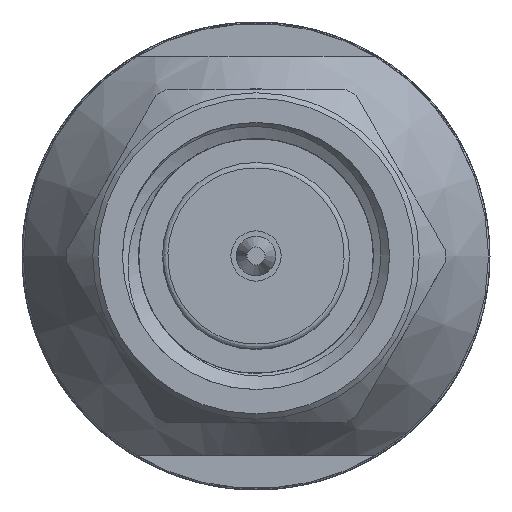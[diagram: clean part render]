
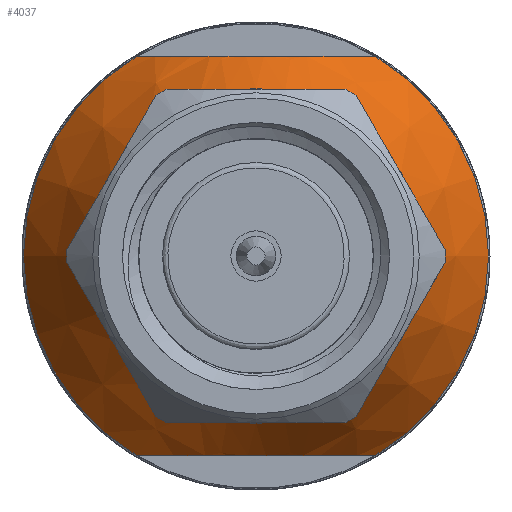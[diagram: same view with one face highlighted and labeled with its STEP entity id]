
A CAD part, left-side view. The second image highlights one B-rep face of the part: STEP entity #4037.
In plain terms, the highlighted conical face has half-angle 30.663 degrees and reference radius 5.528 mm.
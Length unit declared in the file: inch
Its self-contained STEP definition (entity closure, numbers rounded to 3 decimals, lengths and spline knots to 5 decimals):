
#14 = CARTESIAN_POINT ( 'NONE',  ( 0.35538, 0., 0. ) ) ;
#114 = CARTESIAN_POINT ( 'NONE',  ( 0.43092, -0.07686, -0.18701 ) ) ;
#142 = CARTESIAN_POINT ( 'NONE',  ( 0.44365, -0.09389, 0.18701 ) ) ;
#184 = CARTESIAN_POINT ( 'NONE',  ( 0.44283, -0.0937, -0.18701 ) ) ;
#266 = CIRCLE ( 'NONE', #13720, 0.21763 ) ;
#286 = CARTESIAN_POINT ( 'NONE',  ( 0.45803, -0.11131, -0.18701 ) ) ;
#289 = CARTESIAN_POINT ( 'NONE',  ( 0.41167, -0.03959, 0.18701 ) ) ;
#520 = CARTESIAN_POINT ( 'NONE',  ( 0.45803, 0.11131, -0.18701 ) ) ;
#1118 = CARTESIAN_POINT ( 'NONE',  ( 0.4309, 0.07682, 0.18701 ) ) ;
#1163 = CARTESIAN_POINT ( 'NONE',  ( 0.40639, 0.02028, -0.18701 ) ) ;
#1193 = CARTESIAN_POINT ( 'NONE',  ( 0.40639, 0.01014, 0.18701 ) ) ;
#1238 = CARTESIAN_POINT ( 'NONE',  ( 0.42244, 0.06044, -0.18701 ) ) ;
#1265 = CARTESIAN_POINT ( 'NONE',  ( 0.42625, -0.06748, 0.18701 ) ) ;
#1309 = CARTESIAN_POINT ( 'NONE',  ( 0.42197, -0.05953, -0.18701 ) ) ;
#1814 = B_SPLINE_CURVE_WITH_KNOTS ( 'NONE', 3,
 ( #3417, #4598, #142, #4745, #14649, #13599, #1265, #5642, #3487, #5713, #3558, #10270, #289, #12632, #1193, #10204, #9041, #4819, #2308, #4669, #13814, #9178, #12422, #5931, #9110, #1118, #3706, #9248 ),
 .UNSPECIFIED., .F., .F.,
 ( 4, 2, 2, 1, 1, 1, 2, 2, 2, 2, 2, 1, 1, 1, 2, 2, 4 ),
 ( 0., 0.125, 0.1875, 0.21875, 0.23438, 0.24219, 0.24609, 0.25, 0.5, 0.625, 0.6875, 0.71875, 0.73438, 0.74219, 0.74609, 0.75, 1. ),
 .UNSPECIFIED. ) ;
#1849 = EDGE_LOOP ( 'NONE', ( #12866 ) ) ;
#2308 = CARTESIAN_POINT ( 'NONE',  ( 0.41632, 0.04742, 0.187 ) ) ;
#2342 = DIRECTION ( 'NONE',  ( 0., 1., 0. ) ) ;
#2962 = ORIENTED_EDGE ( 'NONE', *, *, #9087, .T. ) ;
#3116 = CONICAL_SURFACE ( 'NONE', #9468, 0.21763, 0.535 ) ;
#3229 = CARTESIAN_POINT ( 'NONE',  ( 0.45803, 0., 0. ) ) ;
#3393 = EDGE_CURVE ( 'NONE', #11817, #7033, #266, .T. ) ;
#3417 = CARTESIAN_POINT ( 'NONE',  ( 0.45803, -0.11131, 0.18701 ) ) ;
#3450 = FACE_BOUND ( 'NONE', #1849, .T. ) ;
#3487 = CARTESIAN_POINT ( 'NONE',  ( 0.42326, -0.06199, 0.18701 ) ) ;
#3532 = CARTESIAN_POINT ( 'NONE',  ( 0.41168, -0.03488, -0.18699 ) ) ;
#3558 = CARTESIAN_POINT ( 'NONE',  ( 0.42257, -0.06069, 0.18701 ) ) ;
#3706 = CARTESIAN_POINT ( 'NONE',  ( 0.44282, 0.09368, 0.18701 ) ) ;
#3770 = AXIS2_PLACEMENT_3D ( 'NONE', #14, #6780, #11247 ) ;
#3978 = EDGE_CURVE ( 'NONE', #13762, #12921, #11829, .T. ) ;
#4037 = ADVANCED_FACE ( 'NONE', ( #3450, #5374 ), #3116, .T. ) ;
#4278 = ORIENTED_EDGE ( 'NONE', *, *, #7191, .T. ) ;
#4460 = CARTESIAN_POINT ( 'NONE',  ( 0.45803, 0.11131, 0.18701 ) ) ;
#4598 = CARTESIAN_POINT ( 'NONE',  ( 0.45043, -0.10251, 0.18701 ) ) ;
#4640 = CARTESIAN_POINT ( 'NONE',  ( 0.42005, -0.05568, -0.18701 ) ) ;
#4669 = CARTESIAN_POINT ( 'NONE',  ( 0.41793, 0.0512, 0.187 ) ) ;
#4745 = CARTESIAN_POINT ( 'NONE',  ( 0.43472, -0.08114, 0.187 ) ) ;
#4793 = CARTESIAN_POINT ( 'NONE',  ( 0.40637, -0.01003, -0.18701 ) ) ;
#4819 = CARTESIAN_POINT ( 'NONE',  ( 0.41334, 0.03989, 0.18699 ) ) ;
#4954 = CIRCLE ( 'NONE', #3770, 0.15677 ) ;
#5374 = FACE_OUTER_BOUND ( 'NONE', #13352, .T. ) ;
#5611 = CARTESIAN_POINT ( 'NONE',  ( 0.42808, 0.07058, -0.18701 ) ) ;
#5642 = CARTESIAN_POINT ( 'NONE',  ( 0.42423, -0.06382, 0.18701 ) ) ;
#5684 = CARTESIAN_POINT ( 'NONE',  ( 0.41334, -0.03988, -0.18699 ) ) ;
#5713 = CARTESIAN_POINT ( 'NONE',  ( 0.42285, -0.06121, 0.18701 ) ) ;
#5903 = CARTESIAN_POINT ( 'NONE',  ( 0.42323, 0.06194, -0.18701 ) ) ;
#5931 = CARTESIAN_POINT ( 'NONE',  ( 0.42195, 0.05947, 0.18701 ) ) ;
#6148 = ORIENTED_EDGE ( 'NONE', *, *, #3393, .F. ) ;
#6780 = DIRECTION ( 'NONE',  ( 1., 0., 0. ) ) ;
#6883 = CARTESIAN_POINT ( 'NONE',  ( 0.4077, -0.01994, -0.18699 ) ) ;
#7023 = CARTESIAN_POINT ( 'NONE',  ( 0.41794, -0.05122, -0.187 ) ) ;
#7033 = VERTEX_POINT ( 'NONE', #4460 ) ;
#7191 = EDGE_CURVE ( 'NONE', #11817, #12921, #11173, .T. ) ;
#7255 = CARTESIAN_POINT ( 'NONE',  ( 0.35538, 0.15677, 0. ) ) ;
#7780 = ORIENTED_EDGE ( 'NONE', *, *, #3978, .F. ) ;
#7976 = CARTESIAN_POINT ( 'NONE',  ( 0.45803, 0., 0. ) ) ;
#7985 = CARTESIAN_POINT ( 'NONE',  ( 0.42421, 0.06377, -0.18701 ) ) ;
#8060 = CARTESIAN_POINT ( 'NONE',  ( 0.42165, -0.05888, -0.18701 ) ) ;
#8126 = CARTESIAN_POINT ( 'NONE',  ( 0.44364, 0.09387, -0.18701 ) ) ;
#8865 = CARTESIAN_POINT ( 'NONE',  ( 0.45803, 0.11131, -0.18701 ) ) ;
#9041 = CARTESIAN_POINT ( 'NONE',  ( 0.41169, 0.03492, 0.18699 ) ) ;
#9087 = EDGE_CURVE ( 'NONE', #13762, #7033, #1814, .T. ) ;
#9110 = CARTESIAN_POINT ( 'NONE',  ( 0.42214, 0.05985, 0.18701 ) ) ;
#9178 = CARTESIAN_POINT ( 'NONE',  ( 0.42114, 0.05788, 0.18701 ) ) ;
#9248 = CARTESIAN_POINT ( 'NONE',  ( 0.45803, 0.11131, 0.18701 ) ) ;
#9468 = AXIS2_PLACEMENT_3D ( 'NONE', #7976, #12452, #2342 ) ;
#9734 = VERTEX_POINT ( 'NONE', #7255 ) ;
#9838 = DIRECTION ( 'NONE',  ( 0., 1., 0. ) ) ;
#10091 = DIRECTION ( 'NONE',  ( 1., 0., 0. ) ) ;
#10173 = CARTESIAN_POINT ( 'NONE',  ( 0.41169, 0.03961, -0.18701 ) ) ;
#10204 = CARTESIAN_POINT ( 'NONE',  ( 0.40771, 0.02002, 0.18699 ) ) ;
#10243 = CARTESIAN_POINT ( 'NONE',  ( 0.42623, 0.06743, -0.18701 ) ) ;
#10270 = CARTESIAN_POINT ( 'NONE',  ( 0.42247, -0.06049, 0.18701 ) ) ;
#10308 = CARTESIAN_POINT ( 'NONE',  ( 0.45803, -0.11131, 0.18701 ) ) ;
#10390 = CARTESIAN_POINT ( 'NONE',  ( 0.43193, 0.07689, -0.18701 ) ) ;
#10932 = DIRECTION ( 'NONE',  ( 1., 0., 0. ) ) ;
#11173 = B_SPLINE_CURVE_WITH_KNOTS ( 'NONE', 3,
 ( #8865, #11353, #8126, #13569, #10390, #5611, #10243, #7985, #5903, #11202, #12606, #1238, #10173, #1163, #4793, #6883, #3532, #5684, #11424, #7023, #4640, #12462, #8060, #1309, #12535, #114, #184, #13496 ),
 .UNSPECIFIED., .F., .F.,
 ( 4, 2, 2, 1, 1, 1, 2, 2, 2, 2, 2, 1, 1, 1, 2, 2, 4 ),
 ( 0., 0.125, 0.1875, 0.21875, 0.23438, 0.24219, 0.24609, 0.25, 0.5, 0.625, 0.6875, 0.71875, 0.73438, 0.74219, 0.74609, 0.75, 1. ),
 .UNSPECIFIED. ) ;
#11202 = CARTESIAN_POINT ( 'NONE',  ( 0.42282, 0.06116, -0.18701 ) ) ;
#11247 = DIRECTION ( 'NONE',  ( 0., 1., 0. ) ) ;
#11353 = CARTESIAN_POINT ( 'NONE',  ( 0.45042, 0.1025, -0.18701 ) ) ;
#11424 = CARTESIAN_POINT ( 'NONE',  ( 0.41632, -0.04743, -0.187 ) ) ;
#11817 = VERTEX_POINT ( 'NONE', #520 ) ;
#11829 = CIRCLE ( 'NONE', #12071, 0.21763 ) ;
#12071 = AXIS2_PLACEMENT_3D ( 'NONE', #3229, #10091, #14609 ) ;
#12123 = CARTESIAN_POINT ( 'NONE',  ( 0.45803, 0., 0. ) ) ;
#12422 = CARTESIAN_POINT ( 'NONE',  ( 0.42162, 0.05884, 0.18701 ) ) ;
#12452 = DIRECTION ( 'NONE',  ( 1., 0., 0. ) ) ;
#12462 = CARTESIAN_POINT ( 'NONE',  ( 0.42116, -0.05792, -0.18701 ) ) ;
#12535 = CARTESIAN_POINT ( 'NONE',  ( 0.42217, -0.05991, -0.18701 ) ) ;
#12606 = CARTESIAN_POINT ( 'NONE',  ( 0.42255, 0.06064, -0.18701 ) ) ;
#12632 = CARTESIAN_POINT ( 'NONE',  ( 0.40637, -0.02007, 0.18701 ) ) ;
#12694 = EDGE_CURVE ( 'NONE', #9734, #9734, #4954, .T. ) ;
#12866 = ORIENTED_EDGE ( 'NONE', *, *, #12694, .T. ) ;
#12921 = VERTEX_POINT ( 'NONE', #286 ) ;
#13352 = EDGE_LOOP ( 'NONE', ( #7780, #2962, #6148, #4278 ) ) ;
#13496 = CARTESIAN_POINT ( 'NONE',  ( 0.45803, -0.11131, -0.18701 ) ) ;
#13569 = CARTESIAN_POINT ( 'NONE',  ( 0.4347, 0.08111, -0.187 ) ) ;
#13599 = CARTESIAN_POINT ( 'NONE',  ( 0.4281, -0.07062, 0.18701 ) ) ;
#13720 = AXIS2_PLACEMENT_3D ( 'NONE', #12123, #10932, #9838 ) ;
#13762 = VERTEX_POINT ( 'NONE', #10308 ) ;
#13814 = CARTESIAN_POINT ( 'NONE',  ( 0.42003, 0.05564, 0.18701 ) ) ;
#14609 = DIRECTION ( 'NONE',  ( 0., 1., 0. ) ) ;
#14649 = CARTESIAN_POINT ( 'NONE',  ( 0.43195, -0.07692, 0.18701 ) ) ;
